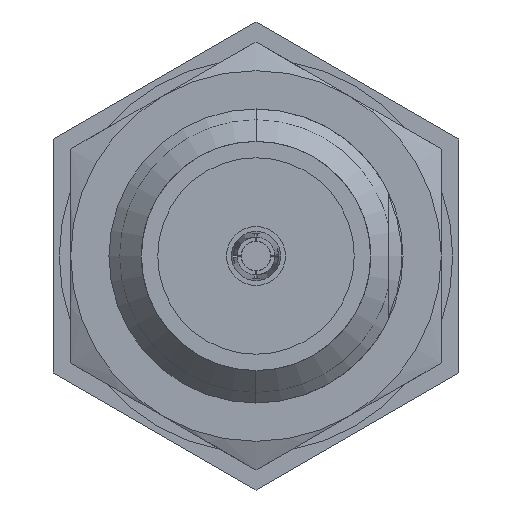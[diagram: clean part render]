
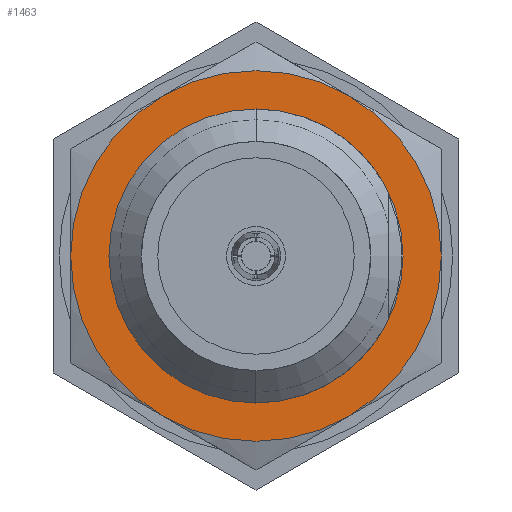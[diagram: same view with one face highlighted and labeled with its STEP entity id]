
A CAD part, left-side view. The second image highlights one B-rep face of the part: STEP entity #1463.
In plain terms, the highlighted planar face has unit normal (-1, 0, 0).
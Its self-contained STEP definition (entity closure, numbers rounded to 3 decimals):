
#43 = AXIS2_PLACEMENT_3D ( 'NONE', #1467, #8203, #3999 ) ;
#467 = CARTESIAN_POINT ( 'NONE',  ( 0.737, 0., 8.001 ) ) ;
#1135 = DIRECTION ( 'NONE',  ( -1., 0., 0. ) ) ;
#1168 = EDGE_CURVE ( 'NONE', #3362, #10990, #20212, .T. ) ;
#1463 = ADVANCED_FACE ( 'NONE', ( #5824, #25010 ), #12568, .F. ) ;
#1467 = CARTESIAN_POINT ( 'NONE',  ( 0.737, 0., 0. ) ) ;
#1625 = CARTESIAN_POINT ( 'NONE',  ( 0.737, 0., 0. ) ) ;
#1763 = AXIS2_PLACEMENT_3D ( 'NONE', #20612, #1135, #11793 ) ;
#1872 = DIRECTION ( 'NONE',  ( 0., 0., 1. ) ) ;
#2888 = DIRECTION ( 'NONE',  ( 0., 0., 1. ) ) ;
#2932 = ORIENTED_EDGE ( 'NONE', *, *, #15768, .F. ) ;
#3203 = CARTESIAN_POINT ( 'NONE',  ( 0.737, -6.929, -4.001 ) ) ;
#3362 = VERTEX_POINT ( 'NONE', #18257 ) ;
#3999 = DIRECTION ( 'NONE',  ( 0., 0., -1. ) ) ;
#4369 = CARTESIAN_POINT ( 'NONE',  ( 0.737, 0., 0. ) ) ;
#4989 = DIRECTION ( 'NONE',  ( -1., 0., 0. ) ) ;
#5074 = ORIENTED_EDGE ( 'NONE', *, *, #12904, .T. ) ;
#5824 = FACE_BOUND ( 'NONE', #5916, .T. ) ;
#5916 = EDGE_LOOP ( 'NONE', ( #20008, #2932 ) ) ;
#6125 = CARTESIAN_POINT ( 'NONE',  ( 0.737, 6.929, 4.001 ) ) ;
#6361 = CIRCLE ( 'NONE', #26449, 6.35 ) ;
#6406 = VERTEX_POINT ( 'NONE', #6125 ) ;
#7053 = DIRECTION ( 'NONE',  ( 0., 0., 1. ) ) ;
#7947 = AXIS2_PLACEMENT_3D ( 'NONE', #9492, #4989, #2888 ) ;
#8083 = CIRCLE ( 'NONE', #19273, 6.35 ) ;
#8139 = AXIS2_PLACEMENT_3D ( 'NONE', #25674, #17009, #1872 ) ;
#8203 = DIRECTION ( 'NONE',  ( 1., 0., 0. ) ) ;
#8850 = CIRCLE ( 'NONE', #1763, 8.001 ) ;
#8993 = DIRECTION ( 'NONE',  ( -1., 0., 0. ) ) ;
#9148 = DIRECTION ( 'NONE',  ( -1., 0., 0. ) ) ;
#9401 = EDGE_LOOP ( 'NONE', ( #24652, #5074, #15470, #18709, #16973, #26094 ) ) ;
#9454 = EDGE_CURVE ( 'NONE', #19664, #6406, #15180, .T. ) ;
#9492 = CARTESIAN_POINT ( 'NONE',  ( 0.737, 0., 0. ) ) ;
#9727 = DIRECTION ( 'NONE',  ( 0., 0., 1. ) ) ;
#9902 = DIRECTION ( 'NONE',  ( -1., 0., 0. ) ) ;
#10053 = AXIS2_PLACEMENT_3D ( 'NONE', #11259, #9148, #7053 ) ;
#10385 = CARTESIAN_POINT ( 'NONE',  ( 0.737, 0., 0. ) ) ;
#10691 = CIRCLE ( 'NONE', #23653, 8.001 ) ;
#10990 = VERTEX_POINT ( 'NONE', #18844 ) ;
#11259 = CARTESIAN_POINT ( 'NONE',  ( 0.737, 0., 0. ) ) ;
#11399 = EDGE_CURVE ( 'NONE', #25076, #27036, #8083, .T. ) ;
#11793 = DIRECTION ( 'NONE',  ( 0., 0., 1. ) ) ;
#11834 = CARTESIAN_POINT ( 'NONE',  ( 0.737, 0., 0. ) ) ;
#11868 = DIRECTION ( 'NONE',  ( 0., 0., 1. ) ) ;
#12568 = PLANE ( 'NONE',  #43 ) ;
#12904 = EDGE_CURVE ( 'NONE', #10990, #14411, #8850, .T. ) ;
#13218 = DIRECTION ( 'NONE',  ( 0., 0., 1. ) ) ;
#13517 = DIRECTION ( 'NONE',  ( -1., 0., 0. ) ) ;
#13973 = EDGE_CURVE ( 'NONE', #14411, #21432, #10691, .T. ) ;
#14411 = VERTEX_POINT ( 'NONE', #3203 ) ;
#14874 = DIRECTION ( 'NONE',  ( 0., 0., 1. ) ) ;
#15180 = CIRCLE ( 'NONE', #22752, 8.001 ) ;
#15470 = ORIENTED_EDGE ( 'NONE', *, *, #13973, .T. ) ;
#15768 = EDGE_CURVE ( 'NONE', #27036, #25076, #6361, .T. ) ;
#16296 = CIRCLE ( 'NONE', #10053, 8.001 ) ;
#16973 = ORIENTED_EDGE ( 'NONE', *, *, #9454, .T. ) ;
#17009 = DIRECTION ( 'NONE',  ( -1., 0., 0. ) ) ;
#18257 = CARTESIAN_POINT ( 'NONE',  ( 0.737, 6.929, -4.001 ) ) ;
#18709 = ORIENTED_EDGE ( 'NONE', *, *, #19758, .T. ) ;
#18844 = CARTESIAN_POINT ( 'NONE',  ( 0.737, 0., -8.001 ) ) ;
#19273 = AXIS2_PLACEMENT_3D ( 'NONE', #4369, #8993, #13218 ) ;
#19664 = VERTEX_POINT ( 'NONE', #467 ) ;
#19758 = EDGE_CURVE ( 'NONE', #21432, #19664, #16296, .T. ) ;
#20008 = ORIENTED_EDGE ( 'NONE', *, *, #11399, .F. ) ;
#20023 = CIRCLE ( 'NONE', #7947, 8.001 ) ;
#20212 = CIRCLE ( 'NONE', #8139, 8.001 ) ;
#20612 = CARTESIAN_POINT ( 'NONE',  ( 0.737, 0., 0. ) ) ;
#21432 = VERTEX_POINT ( 'NONE', #22691 ) ;
#21441 = DIRECTION ( 'NONE',  ( -1., 0., 0. ) ) ;
#22691 = CARTESIAN_POINT ( 'NONE',  ( 0.737, -6.929, 4.001 ) ) ;
#22752 = AXIS2_PLACEMENT_3D ( 'NONE', #1625, #9902, #11868 ) ;
#23022 = CARTESIAN_POINT ( 'NONE',  ( 0.737, 0., -6.35 ) ) ;
#23621 = CARTESIAN_POINT ( 'NONE',  ( 0.737, 0., 6.35 ) ) ;
#23653 = AXIS2_PLACEMENT_3D ( 'NONE', #11834, #13517, #9727 ) ;
#24652 = ORIENTED_EDGE ( 'NONE', *, *, #1168, .T. ) ;
#24702 = EDGE_CURVE ( 'NONE', #6406, #3362, #20023, .T. ) ;
#25010 = FACE_OUTER_BOUND ( 'NONE', #9401, .T. ) ;
#25076 = VERTEX_POINT ( 'NONE', #23621 ) ;
#25674 = CARTESIAN_POINT ( 'NONE',  ( 0.737, 0., 0. ) ) ;
#26094 = ORIENTED_EDGE ( 'NONE', *, *, #24702, .T. ) ;
#26449 = AXIS2_PLACEMENT_3D ( 'NONE', #10385, #21441, #14874 ) ;
#27036 = VERTEX_POINT ( 'NONE', #23022 ) ;
